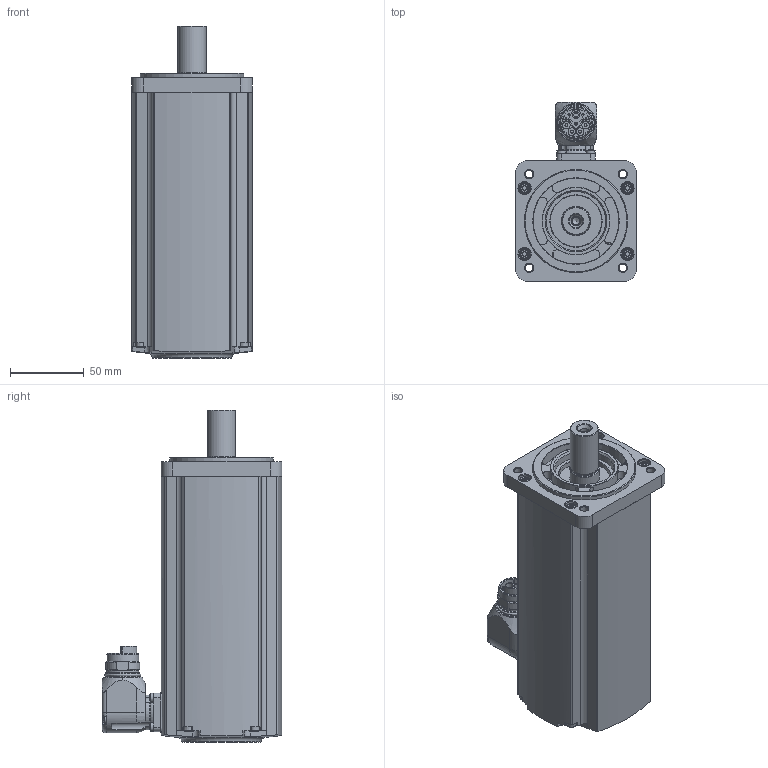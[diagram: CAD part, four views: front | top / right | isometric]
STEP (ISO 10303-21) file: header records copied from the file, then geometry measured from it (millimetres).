
FILE_DESCRIPTION(/* description */ ('STEP AP214'),/* implementation_level */ '2;1');
FILE_NAME(/* name */ '8172104_EMMT-AS-80-H-HS-RM',/* time_stamp */ '2024-08-28T03:17:15+02:00',/* author */ ('License CC BY-ND 4.0'),/* organization */ ('CADENAS'),/* preprocessor_version */ 'ST-DEVELOPER v19.3',/* originating_system */ 'PARTsolutions',/* authorisation */ ' ');
FILE_SCHEMA (('AUTOMOTIVE_DESIGN {1 0 10303 214 3 1 1}'));
Length unit declared in the file: millimetre
Products named in the file (2): 8172104 EMMT-AS-80-H-HS-RM---(high); 8172104 EMMT-AS-80-H-R---(high_h)
Assembly tree (1 placements, depth 2):
  8172104 EMMT-AS-80-H-HS-RM---(high)
    8172104 EMMT-AS-80-H-R---(high_h)
Bounding box: 82 x 122 x 225.2 mm (x, y, z)
Volume: 1121404.1 mm3; surface area: 85213.4 mm2
Topology: 1 solids, 1 shells, 570 faces, 1498 edges, 982 vertices
Faces by surface type: cylinder 295, plane 181, torus 51, cone 37, sphere 6
Full cylindrical faces by diameter (mm): 0.63 x6, 0.99 x4, 1.99 x5, 4.917 x1, 5.1 x4, 5.2 x1, 5.3 x4, 6 x6, 6.4 x1, 8 x4, 18.6 x1, 19 x1, 20 x1, 21.55 x1, 21.685 x1, 21.95 x2, 22.9 x2, 35 x1, 40 x1, 46 x1, 58.2 x1, 70 x1
Entity records: 17181 total; most frequent: CARTESIAN_POINT 3386, DIRECTION 3034, ORIENTED_EDGE 2678, EDGE_CURVE 1339, AXIS2_PLACEMENT_3D 1279, VERTEX_POINT 949, FACE_BOUND 756, EDGE_LOOP 755
